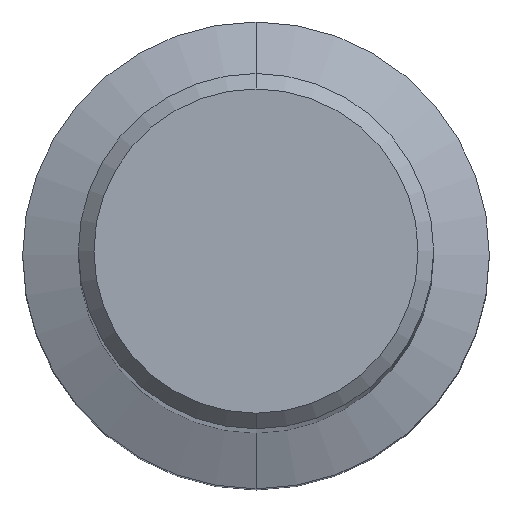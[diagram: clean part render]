
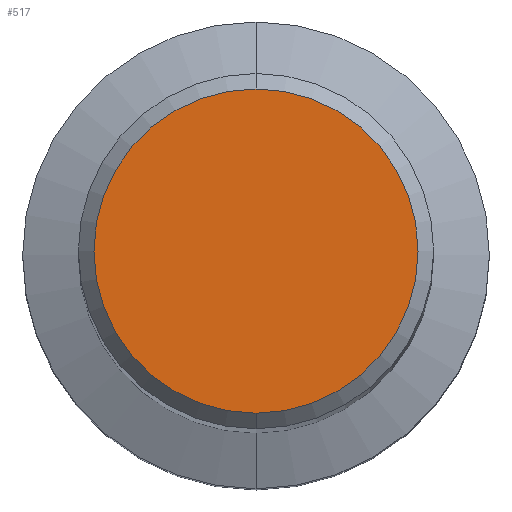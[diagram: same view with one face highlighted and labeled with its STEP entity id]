
A CAD part, top view. The second image highlights one B-rep face of the part: STEP entity #517.
In plain terms, the highlighted planar face has unit normal (0, 0, 1).
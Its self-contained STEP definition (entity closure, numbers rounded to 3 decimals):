
#297=EDGE_CURVE('',#307,#351,#661,.T.);
#307=VERTEX_POINT('',#673);
#351=VERTEX_POINT('',#723);
#483=EDGE_CURVE('',#351,#307,#870,.T.);
#517=ADVANCED_FACE('',(#906),#907,.T.);
#661=CIRCLE('',#1146,6.25);
#673=CARTESIAN_POINT('',(0.0,6.25,0.0));
#723=CARTESIAN_POINT('',(0.,-6.25,0.0));
#870=CIRCLE('',#1533,6.25);
#906=FACE_OUTER_BOUND('',#1677,.T.);
#907=PLANE('',#1678);
#1146=AXIS2_PLACEMENT_3D('',#1829,#1830,#1831);
#1533=AXIS2_PLACEMENT_3D('',#2069,#2070,#2071);
#1677=EDGE_LOOP('',(#2105,#2106));
#1678=AXIS2_PLACEMENT_3D('',#2107,#2108,#2109);
#1829=CARTESIAN_POINT('',(0.0,0.0,0.0));
#1830=DIRECTION('',(0.0,0.0,-1.0));
#1831=DIRECTION('',(0.0,1.0,0.0));
#2069=CARTESIAN_POINT('',(0.0,0.0,0.0));
#2070=DIRECTION('',(0.0,0.0,-1.0));
#2071=DIRECTION('',(0.0,1.0,0.0));
#2105=ORIENTED_EDGE('',*,*,#297,.F.);
#2106=ORIENTED_EDGE('',*,*,#483,.F.);
#2107=CARTESIAN_POINT('',(0.0,3.125,0.0));
#2108=DIRECTION('',(-0.0,0.0,1.0));
#2109=DIRECTION('',(0.0,-1.0,0.0));
